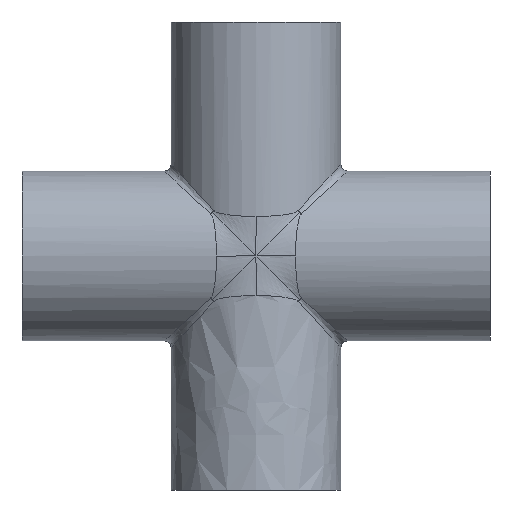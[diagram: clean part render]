
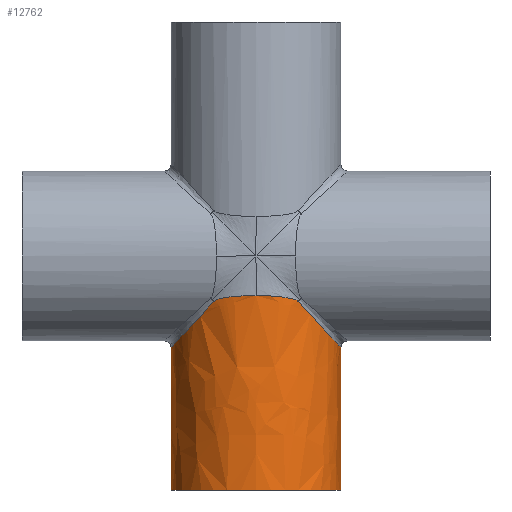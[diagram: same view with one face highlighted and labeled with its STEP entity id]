
A CAD part, front view. The second image highlights one B-rep face of the part: STEP entity #12762.
In plain terms, the highlighted free-form (B-spline) face has degree [1, 2] with [2, 9] control points.
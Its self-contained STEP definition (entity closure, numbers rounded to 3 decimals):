
#2384=CARTESIAN_POINT('',(0.,-25.4,-11.855));
#2385=VERTEX_POINT('',#2384);
#2404=CARTESIAN_POINT('',(12.639,-22.032,-13.634));
#2405=VERTEX_POINT('',#2404);
#2406=CARTESIAN_POINT('',(0.,-25.4,-11.855));
#2407=CARTESIAN_POINT('',(1.495,-25.4,-11.855));
#2408=CARTESIAN_POINT('',(2.99,-25.263,-11.892));
#2409=CARTESIAN_POINT('',(5.79,-24.772,-12.04));
#2410=CARTESIAN_POINT('',(7.095,-24.419,-12.151));
#2411=CARTESIAN_POINT('',(9.366,-23.641,-12.448));
#2412=CARTESIAN_POINT('',(10.333,-23.218,-12.633));
#2413=CARTESIAN_POINT('',(11.831,-22.492,-13.078));
#2414=CARTESIAN_POINT('',(12.364,-22.19,-13.337));
#2415=CARTESIAN_POINT('',(12.639,-22.032,-13.634));
#2416=B_SPLINE_CURVE_WITH_KNOTS('',3,(#2406,#2407,#2408,#2409,#2410,#2411,#2412,#2413,#2414,#2415),.UNSPECIFIED.,.F.,.U.,(4,2,2,2,4),(0.5,0.625,0.75,0.875,1.0),.UNSPECIFIED.);
#2417=EDGE_CURVE('',#2385,#2405,#2416,.T.);
#3409=CARTESIAN_POINT('',(0.,25.4,-11.855));
#3410=VERTEX_POINT('',#3409);
#3429=CARTESIAN_POINT('',(-12.639,22.032,-13.634));
#3430=VERTEX_POINT('',#3429);
#3431=CARTESIAN_POINT('',(0.,25.4,-11.855));
#3432=CARTESIAN_POINT('',(-1.495,25.4,-11.855));
#3433=CARTESIAN_POINT('',(-2.99,25.263,-11.892));
#3434=CARTESIAN_POINT('',(-5.79,24.772,-12.04));
#3435=CARTESIAN_POINT('',(-7.095,24.419,-12.151));
#3436=CARTESIAN_POINT('',(-9.366,23.641,-12.448));
#3437=CARTESIAN_POINT('',(-10.333,23.218,-12.633));
#3438=CARTESIAN_POINT('',(-11.831,22.492,-13.078));
#3439=CARTESIAN_POINT('',(-12.364,22.19,-13.337));
#3440=CARTESIAN_POINT('',(-12.639,22.032,-13.634));
#3441=B_SPLINE_CURVE_WITH_KNOTS('',3,(#3431,#3432,#3433,#3434,#3435,#3436,#3437,#3438,#3439,#3440),.UNSPECIFIED.,.F.,.U.,(4,2,2,2,4),(0.5,0.625,0.75,0.875,1.0),.UNSPECIFIED.);
#3442=EDGE_CURVE('',#3410,#3430,#3441,.T.);
#3765=CARTESIAN_POINT('',(12.639,22.032,-13.634));
#3766=VERTEX_POINT('',#3765);
#3774=CARTESIAN_POINT('',(12.639,22.032,-13.634));
#3775=CARTESIAN_POINT('',(12.364,22.19,-13.337));
#3776=CARTESIAN_POINT('',(11.831,22.492,-13.078));
#3777=CARTESIAN_POINT('',(10.333,23.218,-12.633));
#3778=CARTESIAN_POINT('',(9.366,23.641,-12.448));
#3779=CARTESIAN_POINT('',(7.095,24.419,-12.151));
#3780=CARTESIAN_POINT('',(5.79,24.772,-12.04));
#3781=CARTESIAN_POINT('',(2.99,25.263,-11.892));
#3782=CARTESIAN_POINT('',(1.495,25.4,-11.855));
#3783=CARTESIAN_POINT('',(0.,25.4,-11.855));
#3784=B_SPLINE_CURVE_WITH_KNOTS('',3,(#3774,#3775,#3776,#3777,#3778,#3779,#3780,#3781,#3782,#3783),.UNSPECIFIED.,.F.,.U.,(4,2,2,2,4),(0.0,0.125,0.25,0.375,0.5),.UNSPECIFIED.);
#3785=EDGE_CURVE('',#3766,#3410,#3784,.T.);
#12163=CARTESIAN_POINT('',(-12.639,-22.032,-13.634));
#12164=VERTEX_POINT('',#12163);
#12172=CARTESIAN_POINT('',(-12.639,-22.032,-13.634));
#12173=CARTESIAN_POINT('',(-12.364,-22.19,-13.337));
#12174=CARTESIAN_POINT('',(-11.831,-22.492,-13.078));
#12175=CARTESIAN_POINT('',(-10.333,-23.218,-12.633));
#12176=CARTESIAN_POINT('',(-9.366,-23.641,-12.448));
#12177=CARTESIAN_POINT('',(-7.095,-24.419,-12.151));
#12178=CARTESIAN_POINT('',(-5.79,-24.772,-12.04));
#12179=CARTESIAN_POINT('',(-2.99,-25.263,-11.892));
#12180=CARTESIAN_POINT('',(-1.495,-25.4,-11.855));
#12181=CARTESIAN_POINT('',(0.,-25.4,-11.855));
#12182=B_SPLINE_CURVE_WITH_KNOTS('',3,(#12172,#12173,#12174,#12175,#12176,#12177,#12178,#12179,#12180,#12181),.UNSPECIFIED.,.F.,.U.,(4,2,2,2,4),(0.0,0.125,0.25,0.375,0.5),.UNSPECIFIED.);
#12183=EDGE_CURVE('',#12164,#2385,#12182,.T.);
#12443=CARTESIAN_POINT('',(0.0,0.0,0.));
#12444=DIRECTION('',(-0.733,0.,0.68));
#12445=DIRECTION('',(-0.68,0.0,-0.733));
#12446=AXIS2_PLACEMENT_3D('',#12443,#12444,#12445);
#12447=ELLIPSE('',#12446,37.362,25.4);
#12448=EDGE_CURVE('',#3430,#12164,#12447,.T.);
#12575=CARTESIAN_POINT('',(0.0,0.0,0.));
#12576=DIRECTION('',(0.733,0.,0.68));
#12577=DIRECTION('',(0.68,0.0,-0.733));
#12578=AXIS2_PLACEMENT_3D('',#12575,#12576,#12577);
#12579=ELLIPSE('',#12578,37.362,25.4);
#12580=EDGE_CURVE('',#2405,#3766,#12579,.T.);
#12717=CARTESIAN_POINT('',(25.4,0.,-70.0));
#12718=CARTESIAN_POINT('',(25.4,0.,-11.855));
#12719=CARTESIAN_POINT('',(25.4,-25.4,-70.0));
#12720=CARTESIAN_POINT('',(25.4,-25.4,-11.855));
#12721=CARTESIAN_POINT('',(0.,-25.4,-70.0));
#12722=CARTESIAN_POINT('',(0.,-25.4,-11.855));
#12723=CARTESIAN_POINT('',(-25.4,-25.4,-70.0));
#12724=CARTESIAN_POINT('',(-25.4,-25.4,-11.855));
#12725=CARTESIAN_POINT('',(-25.4,0.,-70.0));
#12726=CARTESIAN_POINT('',(-25.4,0.,-11.855));
#12727=CARTESIAN_POINT('',(-25.4,25.4,-70.0));
#12728=CARTESIAN_POINT('',(-25.4,25.4,-11.855));
#12729=CARTESIAN_POINT('',(0.,25.4,-70.0));
#12730=CARTESIAN_POINT('',(0.,25.4,-11.855));
#12731=CARTESIAN_POINT('',(25.4,25.4,-70.0));
#12732=CARTESIAN_POINT('',(25.4,25.4,-11.855));
#12733=CARTESIAN_POINT('',(25.4,0.,-70.0));
#12734=CARTESIAN_POINT('',(25.4,0.,-11.855));
#12742=(BOUNDED_SURFACE()B_SPLINE_SURFACE(1,2,((#12717,#12719,#12721,#12723,#12725,#12727,#12729,#12731,#12733),(#12718,#12720,#12722,#12724,#12726,#12728,#12730,#12732,#12734)),.UNSPECIFIED.,.F.,.T.,.U.)B_SPLINE_SURFACE_WITH_KNOTS((2,2),(3,2,2,2,3),(0.0,2.289),(0.0,39.898,79.796,119.695,159.593),.UNSPECIFIED.)GEOMETRIC_REPRESENTATION_ITEM()RATIONAL_B_SPLINE_SURFACE(((1.0,0.707,1.0,0.707,1.0,0.707,1.0,0.707,1.0),(1.0,0.707,1.0,0.707,1.0,0.707,1.0,0.707,1.0)))REPRESENTATION_ITEM('')SURFACE());
#12743=CARTESIAN_POINT('',(25.4,0.,-70.0));
#12744=VERTEX_POINT('',#12743);
#12745=CARTESIAN_POINT('',(0.0,0.0,-70.0));
#12746=DIRECTION('',(0.0,0.0,-1.0));
#12747=DIRECTION('',(-1.0,0.0,0.0));
#12748=AXIS2_PLACEMENT_3D('',#12745,#12746,#12747);
#12749=CIRCLE('',#12748,25.4);
#12750=EDGE_CURVE('',#12744,#12744,#12749,.T.);
#12751=ORIENTED_EDGE('',*,*,#12750,.F.);
#12752=EDGE_LOOP('',(#12751));
#12753=FACE_OUTER_BOUND('',#12752,.T.);
#12754=ORIENTED_EDGE('',*,*,#12183,.F.);
#12755=ORIENTED_EDGE('',*,*,#12448,.F.);
#12756=ORIENTED_EDGE('',*,*,#3442,.F.);
#12757=ORIENTED_EDGE('',*,*,#3785,.F.);
#12758=ORIENTED_EDGE('',*,*,#12580,.F.);
#12759=ORIENTED_EDGE('',*,*,#2417,.F.);
#12760=EDGE_LOOP('',(#12754,#12755,#12756,#12757,#12758,#12759));
#12761=FACE_BOUND('',#12760,.T.);
#12762=ADVANCED_FACE('',(#12753,#12761),#12742,.T.);
